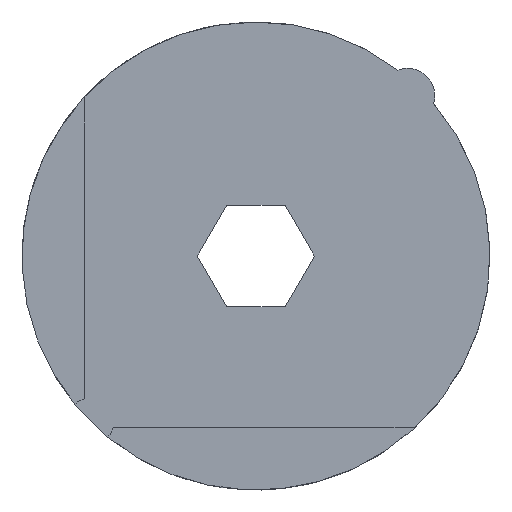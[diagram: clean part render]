
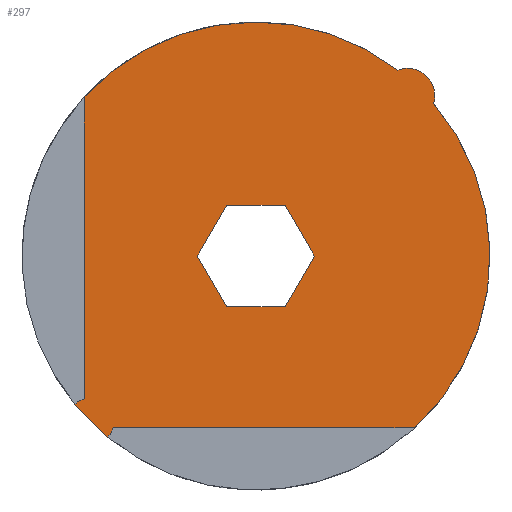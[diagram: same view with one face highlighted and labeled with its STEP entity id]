
A CAD part, front view. The second image highlights one B-rep face of the part: STEP entity #297.
In plain terms, the highlighted planar face has unit normal (0, -1, 0).
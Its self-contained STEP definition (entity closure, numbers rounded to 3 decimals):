
#15=FACE_BOUND('',#50,.T.);
#17=PLANE('',#327);
#33=FACE_OUTER_BOUND('',#49,.T.);
#49=EDGE_LOOP('',(#229,#230,#231,#232,#233,#234,#235,#236));
#50=EDGE_LOOP('',(#237,#238,#239,#240,#241,#242));
#71=LINE('',#469,#101);
#72=LINE('',#470,#102);
#73=LINE('',#473,#103);
#74=LINE('',#475,#104);
#75=LINE('',#477,#105);
#76=LINE('',#479,#106);
#77=LINE('',#481,#107);
#78=LINE('',#482,#108);
#101=VECTOR('',#383,38.703);
#102=VECTOR('',#384,38.703);
#103=VECTOR('',#385,7.506);
#104=VECTOR('',#386,7.506);
#105=VECTOR('',#387,7.506);
#106=VECTOR('',#388,7.506);
#107=VECTOR('',#389,7.506);
#108=VECTOR('',#390,7.506);
#123=CIRCLE('',#312,3.5);
#126=CIRCLE('',#316,30.);
#128=CIRCLE('',#318,30.);
#130=CIRCLE('',#320,30.);
#131=CIRCLE('',#322,3.);
#134=CIRCLE('',#326,3.);
#135=VERTEX_POINT('',#429);
#136=VERTEX_POINT('',#430);
#139=VERTEX_POINT('',#439);
#142=VERTEX_POINT('',#445);
#143=VERTEX_POINT('',#447);
#146=VERTEX_POINT('',#453);
#147=VERTEX_POINT('',#457);
#150=VERTEX_POINT('',#465);
#151=VERTEX_POINT('',#471);
#152=VERTEX_POINT('',#472);
#153=VERTEX_POINT('',#474);
#154=VERTEX_POINT('',#476);
#155=VERTEX_POINT('',#478);
#156=VERTEX_POINT('',#480);
#163=EDGE_CURVE('',#135,#136,#123,.T.);
#168=EDGE_CURVE('',#139,#135,#126,.T.);
#172=EDGE_CURVE('',#143,#142,#128,.T.);
#176=EDGE_CURVE('',#136,#146,#130,.T.);
#177=EDGE_CURVE('',#143,#147,#131,.T.);
#182=EDGE_CURVE('',#150,#142,#134,.T.);
#183=EDGE_CURVE('',#150,#139,#71,.T.);
#184=EDGE_CURVE('',#146,#147,#72,.T.);
#185=EDGE_CURVE('',#151,#152,#73,.T.);
#186=EDGE_CURVE('',#152,#153,#74,.T.);
#187=EDGE_CURVE('',#153,#154,#75,.T.);
#188=EDGE_CURVE('',#154,#155,#76,.T.);
#189=EDGE_CURVE('',#155,#156,#77,.T.);
#190=EDGE_CURVE('',#156,#151,#78,.T.);
#229=ORIENTED_EDGE('',*,*,#172,.T.);
#230=ORIENTED_EDGE('',*,*,#182,.F.);
#231=ORIENTED_EDGE('',*,*,#183,.T.);
#232=ORIENTED_EDGE('',*,*,#168,.T.);
#233=ORIENTED_EDGE('',*,*,#163,.T.);
#234=ORIENTED_EDGE('',*,*,#176,.T.);
#235=ORIENTED_EDGE('',*,*,#184,.T.);
#236=ORIENTED_EDGE('',*,*,#177,.F.);
#237=ORIENTED_EDGE('',*,*,#185,.T.);
#238=ORIENTED_EDGE('',*,*,#186,.T.);
#239=ORIENTED_EDGE('',*,*,#187,.T.);
#240=ORIENTED_EDGE('',*,*,#188,.T.);
#241=ORIENTED_EDGE('',*,*,#189,.T.);
#242=ORIENTED_EDGE('',*,*,#190,.T.);
#297=ADVANCED_FACE('',(#33,#15),#17,.F.);
#312=AXIS2_PLACEMENT_3D('',#431,#343,#344);
#316=AXIS2_PLACEMENT_3D('',#440,#353,#354);
#318=AXIS2_PLACEMENT_3D('',#448,#359,#360);
#320=AXIS2_PLACEMENT_3D('',#455,#365,#366);
#322=AXIS2_PLACEMENT_3D('',#458,#369,#370);
#326=AXIS2_PLACEMENT_3D('',#467,#379,#380);
#327=AXIS2_PLACEMENT_3D('',#468,#381,#382);
#343=DIRECTION('center_axis',(0.,-1.,0.));
#344=DIRECTION('ref_axis',(0.956,0.,-0.292));
#353=DIRECTION('center_axis',(0.,-1.,0.));
#354=DIRECTION('ref_axis',(1.,0.,0.));
#359=DIRECTION('center_axis',(0.,-1.,0.));
#360=DIRECTION('ref_axis',(1.,0.,0.));
#365=DIRECTION('center_axis',(0.,-1.,0.));
#366=DIRECTION('ref_axis',(1.,0.,0.));
#369=DIRECTION('center_axis',(0.,1.,0.));
#370=DIRECTION('ref_axis',(-1.,0.,0.));
#379=DIRECTION('center_axis',(0.,1.,0.));
#380=DIRECTION('ref_axis',(-1.,0.,0.));
#381=DIRECTION('center_axis',(0.,1.,0.));
#382=DIRECTION('ref_axis',(0.,0.,1.));
#383=DIRECTION('',(1.,0.,0.));
#384=DIRECTION('',(0.,0.,-1.));
#385=DIRECTION('',(-0.5,0.,0.866));
#386=DIRECTION('',(0.5,0.,0.866));
#387=DIRECTION('',(1.,0.,0.));
#388=DIRECTION('',(0.5,0.,-0.866));
#389=DIRECTION('',(-0.5,0.,-0.866));
#390=DIRECTION('',(-1.,0.,0.));
#429=CARTESIAN_POINT('',(22.763,0.,19.541));
#430=CARTESIAN_POINT('',(18.203,0.,23.847));
#431=CARTESIAN_POINT('Origin',(19.415,0.,20.564));
#439=CARTESIAN_POINT('',(20.396,0.,-22.));
#440=CARTESIAN_POINT('Origin',(0.,0.,0.));
#445=CARTESIAN_POINT('',(-18.988,0.,-23.226));
#447=CARTESIAN_POINT('',(-23.226,0.,-18.988));
#448=CARTESIAN_POINT('Origin',(0.,0.,0.));
#453=CARTESIAN_POINT('',(-22.,0.,20.396));
#455=CARTESIAN_POINT('Origin',(0.,0.,0.));
#457=CARTESIAN_POINT('',(-22.,0.,-18.307));
#458=CARTESIAN_POINT('Origin',(-21.198,0.,-21.198));
#465=CARTESIAN_POINT('',(-18.307,0.,-22.));
#467=CARTESIAN_POINT('Origin',(-21.198,0.,-21.198));
#468=CARTESIAN_POINT('Origin',(0.,0.,0.));
#469=CARTESIAN_POINT('',(0.,0.,-22.));
#470=CARTESIAN_POINT('',(-22.,0.,0.));
#471=CARTESIAN_POINT('',(-3.753,0.,-6.5));
#472=CARTESIAN_POINT('',(-7.506,0.,0.));
#473=CARTESIAN_POINT('',(-4.691,0.,-4.875));
#474=CARTESIAN_POINT('',(-3.753,0.,6.5));
#475=CARTESIAN_POINT('',(-6.567,0.,1.625));
#476=CARTESIAN_POINT('',(3.753,0.,6.5));
#477=CARTESIAN_POINT('',(-1.876,0.,6.5));
#478=CARTESIAN_POINT('',(7.506,0.,0.));
#479=CARTESIAN_POINT('',(4.691,0.,4.875));
#480=CARTESIAN_POINT('',(3.753,0.,-6.5));
#481=CARTESIAN_POINT('',(6.567,0.,-1.625));
#482=CARTESIAN_POINT('',(1.876,0.,-6.5));
